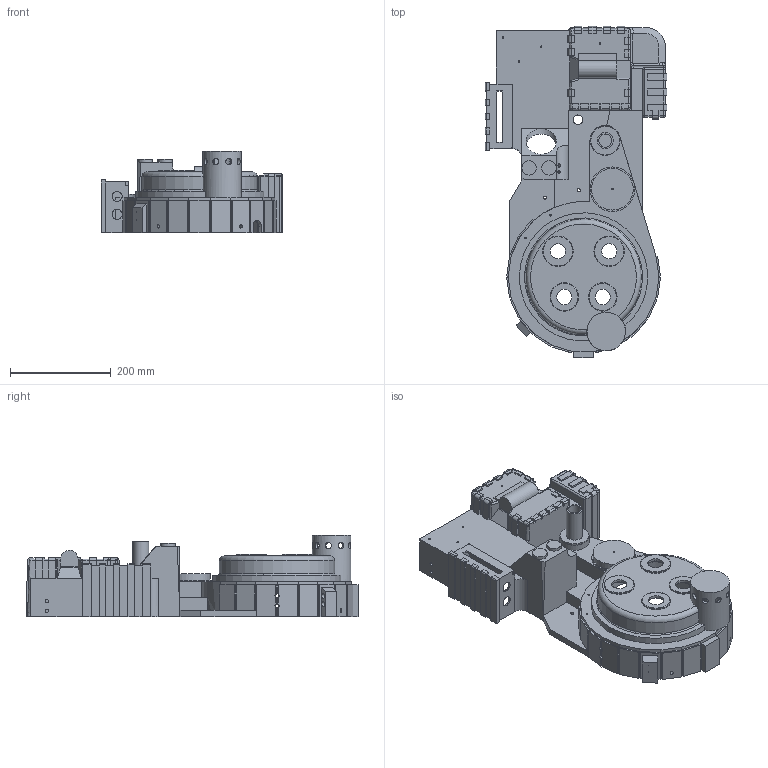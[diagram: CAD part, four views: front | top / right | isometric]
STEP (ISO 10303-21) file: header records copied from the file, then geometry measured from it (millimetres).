
FILE_DESCRIPTION(/* description */ (''),/* implementation_level */ '2;1');
FILE_NAME(/* name */ 'full_shell.step',/* time_stamp */ '2020-10-17T20:35:35+02:00',/* author */ (''),/* organization */ (''),/* preprocessor_version */ 'ST-DEVELOPER v18.1',/* originating_system */ 'Autodesk Translation Framework v9.3.0.1241',/* authorisation */ '');
FILE_SCHEMA (('AUTOMOTIVE_DESIGN { 1 0 10303 214 3 1 1 }'));
Length unit declared in the file: millimetre
Products named in the file (1): upper_half_test_formini
Bounding box: 360.3 x 657.48 x 161.9 mm (x, y, z)
Volume: 4173632 mm3; surface area: 927777.3 mm2
Topology: 1 solids, 2 shells, 885 faces, 2509 edges, 1645 vertices
Faces by surface type: plane 514, bspline 216, cylinder 141, torus 8, sphere 6
Full cylindrical faces by diameter (mm): 2.6 x1, 2.8 x2, 3 x13, 6.2 x2, 6.4 x4, 7.2 x2, 8 x5, 9 x2, 12.5 x9, 19 x1, 20 x2, 25 x1, 26 x1, 28.6 x2, 30.2 x4, 31.8 x1, 52 x4, 56.3 x2, 57.2 x1, 58.7 x1, 60.3 x3, 64.2 x1, 76.2 x1, 82.6 x1, 88.3 x1
Entity records: 36430 total; most frequent: CARTESIAN_POINT 14593, ORIENTED_EDGE 5006, DIRECTION 3696, EDGE_CURVE 2503, LINE 1654, VECTOR 1654, VERTEX_POINT 1643, AXIS2_PLACEMENT_3D 1021
